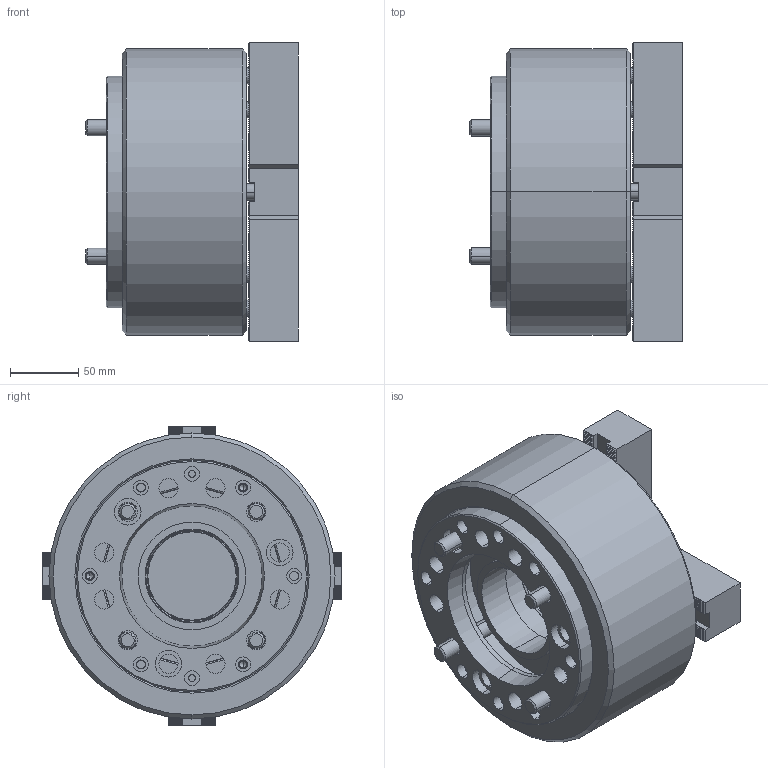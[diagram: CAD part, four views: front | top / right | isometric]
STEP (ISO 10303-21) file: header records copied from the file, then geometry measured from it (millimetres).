
FILE_DESCRIPTION (( 'STEP AP203' ), '1' );
FILE_NAME ('CF-4H-208A6.STEP', '2019-12-27T02:04:20', ( 'temp' ), ( '' ), 'SwSTEP 2.0', 'SolidWorks 2016', '' );
FILE_SCHEMA (( 'CONFIG_CONTROL_DESIGN' ));
Length unit declared in the file: millimetre
Products named in the file (10): SJ-08; 圓頭內六角螺栓_M12x30; 圓頭內六角螺栓_M12x105; 半圓頭六角孔螺栓_M5x10; CF-3H-08-11000-A6法蘭; CF-4H-208-01000; CF-4H-208A6; CF-4H-208-02000; CF-4H-208-06000; CF-4H-208-07000
Assembly tree (25 placements, depth 2):
  CF-4H-208A6
    CF-4H-208-01000
    CF-4H-208-02000
    CF-4H-208-06000
    CF-4H-208-07000
    SJ-08  x4
    圓頭內六角螺栓_M12x30  x8
    圓頭內六角螺栓_M12x105  x4
    半圓頭六角孔螺栓_M5x10  x4
    CF-3H-08-11000-A6法蘭
Bounding box: 156.25 x 218.91 x 218.91 mm (x, y, z)
Volume: 3115487.6 mm3; surface area: 420584.2 mm2
Topology: 25 solids, 25 shells, 2761 faces, 7788 edges, 5104 vertices
Faces by surface type: plane 1861, cylinder 753, cone 130, torus 17
Entity records: 28117 total; most frequent: CARTESIAN_POINT 5509, ORIENTED_EDGE 4588, DIRECTION 4193, EDGE_CURVE 2294, LINE 1603, VECTOR 1603, VERTEX_POINT 1507, AXIS2_PLACEMENT_3D 1295
